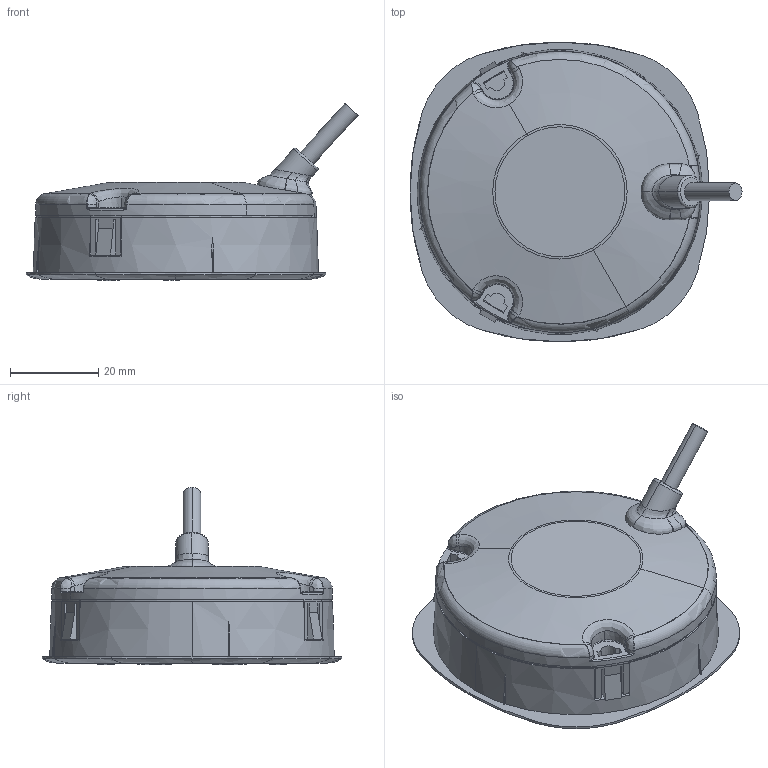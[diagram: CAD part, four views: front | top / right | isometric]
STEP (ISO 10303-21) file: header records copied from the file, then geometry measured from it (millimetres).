
FILE_DESCRIPTION((''),'2;1');
FILE_NAME('JCHT35K33C_ASM','2020-04-10T09:00:56',('user'),('捷昌驱动'),'CREO PARAMETRIC BY PTC INC, 2018100','CREO PARAMETRIC BY PTC INC, 2018100','');
FILE_SCHEMA(('CONFIG_CONTROL_DESIGN'));
Length unit declared in the file: millimetre
Products named in the file (1): JCHT35K33C_ASM
Bounding box: 75.32 x 68 x 40.2 mm (x, y, z)
Volume: 85661.1 mm3; surface area: 26053.8 mm2
Topology: 2 solids, 25 shells, 502 faces, 1278 edges, 818 vertices
Faces by surface type: plane 238, cylinder 103, bspline 70, cone 48, torus 35, extrusion 8
Entity records: 20138 total; most frequent: CARTESIAN_POINT 8528, ORIENTED_EDGE 2530, DIRECTION 2214, EDGE_CURVE 1266, VERTEX_POINT 818, AXIS2_PLACEMENT_3D 812, VECTOR 590, LINE 582
